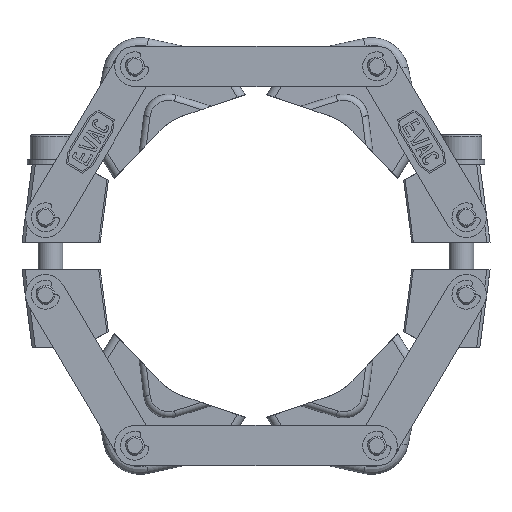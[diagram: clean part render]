
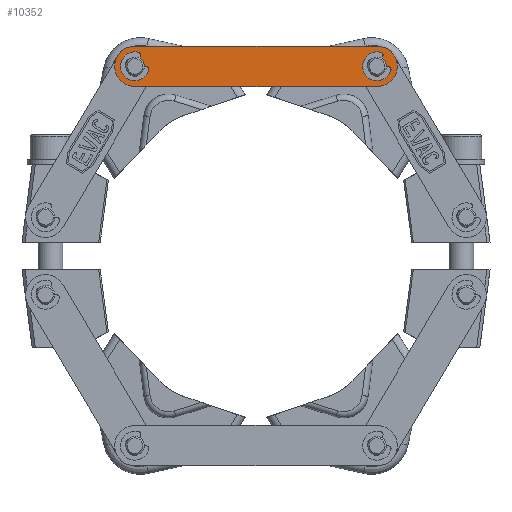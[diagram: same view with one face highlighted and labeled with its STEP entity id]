
A CAD part, left-side view. The second image highlights one B-rep face of the part: STEP entity #10352.
In plain terms, the highlighted face is planar.
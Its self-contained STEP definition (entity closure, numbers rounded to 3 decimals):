
#404=CIRCLE('',#13168,6.5);
#406=CIRCLE('',#13172,6.5);
#407=CIRCLE('',#13174,3.);
#409=CIRCLE('',#13177,3.);
#2138=ORIENTED_EDGE('',*,*,#4390,.T.);
#2139=ORIENTED_EDGE('',*,*,#4388,.T.);
#2140=ORIENTED_EDGE('',*,*,#4380,.F.);
#2141=ORIENTED_EDGE('',*,*,#4393,.F.);
#2142=ORIENTED_EDGE('',*,*,#4386,.F.);
#2143=ORIENTED_EDGE('',*,*,#4383,.F.);
#4380=EDGE_CURVE('',#5608,#5609,#404,.T.);
#4383=EDGE_CURVE('',#5609,#5611,#6685,.T.);
#4386=EDGE_CURVE('',#5611,#5613,#406,.T.);
#4388=EDGE_CURVE('',#5614,#5614,#407,.T.);
#4390=EDGE_CURVE('',#5616,#5616,#409,.T.);
#4393=EDGE_CURVE('',#5613,#5608,#6689,.T.);
#5608=VERTEX_POINT('',#18425);
#5609=VERTEX_POINT('',#18427);
#5611=VERTEX_POINT('',#18433);
#5613=VERTEX_POINT('',#18439);
#5614=VERTEX_POINT('',#18443);
#5616=VERTEX_POINT('',#18448);
#6685=LINE('',#18432,#7729);
#6689=LINE('',#18453,#7733);
#7729=VECTOR('',#15080,1000.);
#7733=VECTOR('',#15104,1000.);
#8536=EDGE_LOOP('',(#2138));
#8537=EDGE_LOOP('',(#2139));
#8538=EDGE_LOOP('',(#2140,#2141,#2142,#2143));
#9250=FACE_BOUND('',#8536,.T.);
#9251=FACE_BOUND('',#8537,.T.);
#9252=FACE_BOUND('',#8538,.T.);
#9867=PLANE('',#13180);
#10352=ADVANCED_FACE('',(#9250,#9251,#9252),#9867,.F.);
#13168=AXIS2_PLACEMENT_3D('',#18426,#15074,#15075);
#13172=AXIS2_PLACEMENT_3D('',#18438,#15086,#15087);
#13174=AXIS2_PLACEMENT_3D('',#18442,#15091,#15092);
#13177=AXIS2_PLACEMENT_3D('',#18447,#15097,#15098);
#13180=AXIS2_PLACEMENT_3D('',#18454,#15105,#15106);
#15074=DIRECTION('',(0.,0.,-1.));
#15075=DIRECTION('',(1.,0.,0.));
#15080=DIRECTION('',(1.,0.,0.));
#15086=DIRECTION('',(0.,0.,-1.));
#15087=DIRECTION('',(-1.,0.,0.));
#15091=DIRECTION('',(0.,0.,-1.));
#15092=DIRECTION('',(1.,0.,0.));
#15097=DIRECTION('',(0.,0.,-1.));
#15098=DIRECTION('',(1.,0.,0.));
#15104=DIRECTION('',(-1.,0.,0.));
#15105=DIRECTION('',(0.,0.,-1.));
#15106=DIRECTION('',(-1.,0.,0.));
#18425=CARTESIAN_POINT('',(-39.,-6.5,0.75));
#18426=CARTESIAN_POINT('',(-39.,0.,0.75));
#18427=CARTESIAN_POINT('',(-39.,6.5,0.75));
#18432=CARTESIAN_POINT('',(-39.,6.5,0.75));
#18433=CARTESIAN_POINT('',(39.,6.5,0.75));
#18438=CARTESIAN_POINT('',(39.,0.,0.75));
#18439=CARTESIAN_POINT('',(39.,-6.5,0.75));
#18442=CARTESIAN_POINT('',(-39.,0.,0.75));
#18443=CARTESIAN_POINT('',(-36.,0.,0.75));
#18447=CARTESIAN_POINT('',(39.,0.,0.75));
#18448=CARTESIAN_POINT('',(42.,0.,0.75));
#18453=CARTESIAN_POINT('',(-39.,-6.5,0.75));
#18454=CARTESIAN_POINT('',(-39.,0.,0.75));
